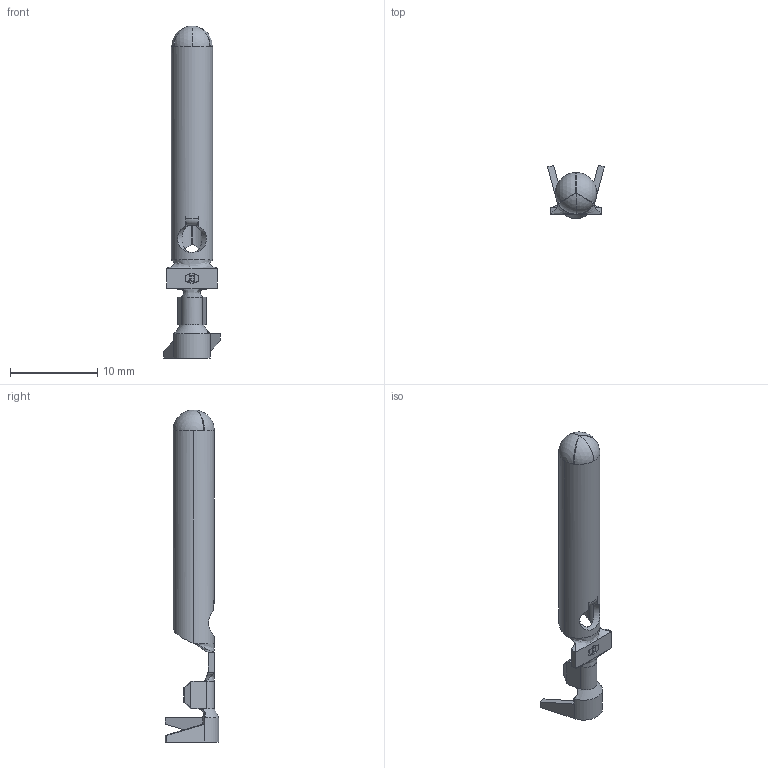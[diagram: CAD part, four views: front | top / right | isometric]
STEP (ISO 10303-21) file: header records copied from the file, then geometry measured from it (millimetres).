
FILE_DESCRIPTION (( 'STEP AP203' ), '1' );
FILE_NAME ('09182.STEP', '2015-02-24T15:51:16', ( '' ), ( '' ), 'SwSTEP 2.0', 'SolidWorks 2014', '' );
FILE_SCHEMA (( 'CONFIG_CONTROL_DESIGN' ));
Length unit declared in the file: inch
Products named in the file (1): 09182
Bounding box: 6.5 x 6.11 x 38.1 mm (x, y, z)
Volume: 282.1 mm3; surface area: 906.1 mm2
Topology: 1 solids, 1 shells, 173 faces, 460 edges, 289 vertices
Faces by surface type: plane 111, cylinder 24, bspline 22, sphere 8, cone 6, torus 2
Entity records: 6371 total; most frequent: CARTESIAN_POINT 2197, ORIENTED_EDGE 912, DIRECTION 759, EDGE_CURVE 456, LINE 291, VECTOR 291, VERTEX_POINT 289, AXIS2_PLACEMENT_3D 234
